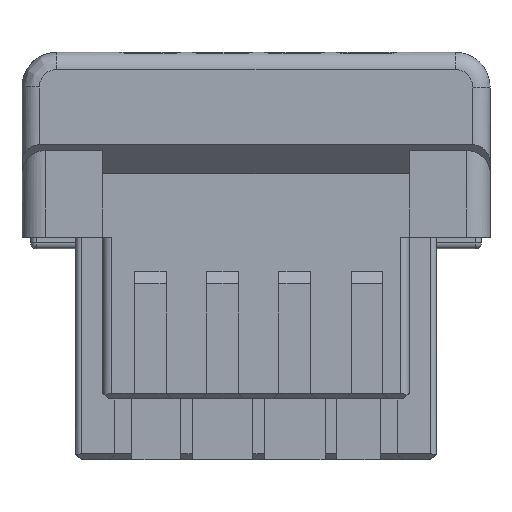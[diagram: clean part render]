
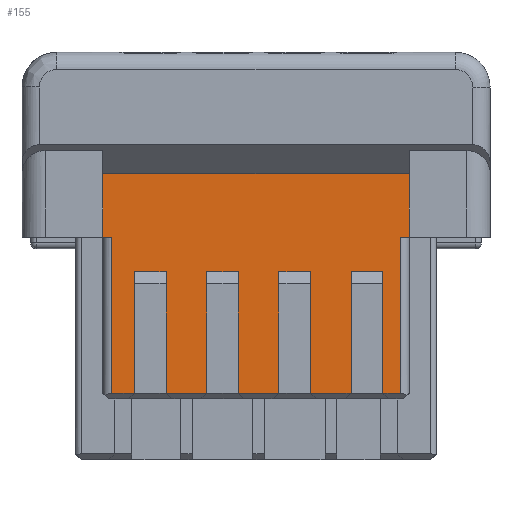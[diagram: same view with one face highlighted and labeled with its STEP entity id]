
A CAD part, front view. The second image highlights one B-rep face of the part: STEP entity #155.
In plain terms, the highlighted planar face has unit normal (0, -1, 0).
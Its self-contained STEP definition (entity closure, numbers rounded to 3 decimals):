
#155=ADVANCED_FACE('',(#734),#735,.T.);
#734=FACE_OUTER_BOUND('',#1754,.T.);
#735=PLANE('',#1755);
#1754=EDGE_LOOP('',(#3591,#3592,#3593,#3594,#3595,#3596,#3597,#3598,#3599,#3600,#3601,#3602,#3603,#3604,#3605,#3606,#3607,#3608,#3609,#3610,#3611,#3612,#3613,#3614));
#1755=AXIS2_PLACEMENT_3D('',#3615,#3616,#3617);
#3591=ORIENTED_EDGE('',*,*,#6962,.T.);
#3592=ORIENTED_EDGE('',*,*,#6978,.F.);
#3593=ORIENTED_EDGE('',*,*,#6979,.F.);
#3594=ORIENTED_EDGE('',*,*,#6939,.F.);
#3595=ORIENTED_EDGE('',*,*,#6948,.T.);
#3596=ORIENTED_EDGE('',*,*,#6977,.F.);
#3597=ORIENTED_EDGE('',*,*,#6980,.F.);
#3598=ORIENTED_EDGE('',*,*,#6981,.T.);
#3599=ORIENTED_EDGE('',*,*,#6951,.T.);
#3600=ORIENTED_EDGE('',*,*,#6982,.F.);
#3601=ORIENTED_EDGE('',*,*,#6983,.F.);
#3602=ORIENTED_EDGE('',*,*,#6984,.T.);
#3603=ORIENTED_EDGE('',*,*,#6955,.T.);
#3604=ORIENTED_EDGE('',*,*,#6985,.F.);
#3605=ORIENTED_EDGE('',*,*,#6986,.F.);
#3606=ORIENTED_EDGE('',*,*,#6987,.T.);
#3607=ORIENTED_EDGE('',*,*,#6964,.T.);
#3608=ORIENTED_EDGE('',*,*,#6988,.T.);
#3609=ORIENTED_EDGE('',*,*,#6989,.T.);
#3610=ORIENTED_EDGE('',*,*,#6990,.F.);
#3611=ORIENTED_EDGE('',*,*,#6991,.F.);
#3612=ORIENTED_EDGE('',*,*,#6992,.T.);
#3613=ORIENTED_EDGE('',*,*,#6993,.F.);
#3614=ORIENTED_EDGE('',*,*,#6994,.F.);
#3615=CARTESIAN_POINT('',(2.65,-2.225,2.25));
#3616=DIRECTION('',(0.0,-1.0,0.0));
#3617=DIRECTION('',(0.0,0.0,-1.0));
#6939=EDGE_CURVE('',#8482,#8483,#8484,.T.);
#6948=EDGE_CURVE('',#8482,#8498,#8499,.T.);
#6951=EDGE_CURVE('',#8503,#8504,#8505,.T.);
#6955=EDGE_CURVE('',#8511,#8512,#8513,.T.);
#6962=EDGE_CURVE('',#8526,#8524,#8527,.T.);
#6964=EDGE_CURVE('',#8529,#8530,#8531,.T.);
#6977=EDGE_CURVE('',#8551,#8498,#8553,.T.);
#6978=EDGE_CURVE('',#8554,#8524,#8555,.T.);
#6979=EDGE_CURVE('',#8483,#8554,#8556,.T.);
#6980=EDGE_CURVE('',#8557,#8551,#8558,.T.);
#6981=EDGE_CURVE('',#8557,#8503,#8559,.T.);
#6982=EDGE_CURVE('',#8560,#8504,#8561,.T.);
#6983=EDGE_CURVE('',#8562,#8560,#8563,.T.);
#6984=EDGE_CURVE('',#8562,#8511,#8564,.T.);
#6985=EDGE_CURVE('',#8565,#8512,#8566,.T.);
#6986=EDGE_CURVE('',#8567,#8565,#8568,.T.);
#6987=EDGE_CURVE('',#8567,#8529,#8569,.T.);
#6988=EDGE_CURVE('',#8530,#8570,#8571,.T.);
#6989=EDGE_CURVE('',#8570,#8572,#8573,.T.);
#6990=EDGE_CURVE('',#8574,#8572,#8575,.T.);
#6991=EDGE_CURVE('',#8576,#8574,#8577,.T.);
#6992=EDGE_CURVE('',#8576,#8578,#8579,.T.);
#6993=EDGE_CURVE('',#8580,#8578,#8581,.T.);
#6994=EDGE_CURVE('',#8526,#8580,#8582,.T.);
#8482=VERTEX_POINT('',#10949);
#8483=VERTEX_POINT('',#10950);
#8484=LINE('',#10951,#10952);
#8498=VERTEX_POINT('',#10974);
#8499=LINE('',#10975,#10976);
#8503=VERTEX_POINT('',#10982);
#8504=VERTEX_POINT('',#10983);
#8505=LINE('',#10984,#10985);
#8511=VERTEX_POINT('',#10994);
#8512=VERTEX_POINT('',#10995);
#8513=LINE('',#10996,#10997);
#8524=VERTEX_POINT('',#11013);
#8526=VERTEX_POINT('',#11016);
#8527=LINE('',#11017,#11018);
#8529=VERTEX_POINT('',#11024);
#8530=VERTEX_POINT('',#11025);
#8531=LINE('',#11026,#11027);
#8551=VERTEX_POINT('',#11061);
#8553=LINE('',#11064,#11065);
#8554=VERTEX_POINT('',#11066);
#8555=LINE('',#11067,#11068);
#8556=LINE('',#11069,#11070);
#8557=VERTEX_POINT('',#11071);
#8558=LINE('',#11072,#11073);
#8559=LINE('',#11074,#11075);
#8560=VERTEX_POINT('',#11076);
#8561=LINE('',#11077,#11078);
#8562=VERTEX_POINT('',#11079);
#8563=LINE('',#11080,#11081);
#8564=LINE('',#11082,#11083);
#8565=VERTEX_POINT('',#11084);
#8566=LINE('',#11085,#11086);
#8567=VERTEX_POINT('',#11087);
#8568=LINE('',#11088,#11089);
#8569=LINE('',#11090,#11091);
#8570=VERTEX_POINT('',#11092);
#8571=LINE('',#11093,#11094);
#8572=VERTEX_POINT('',#11095);
#8573=LINE('',#11096,#11097);
#8574=VERTEX_POINT('',#11098);
#8575=LINE('',#11099,#11100);
#8576=VERTEX_POINT('',#11101);
#8577=LINE('',#11102,#11103);
#8578=VERTEX_POINT('',#11104);
#8579=LINE('',#11105,#11106);
#8580=VERTEX_POINT('',#11107);
#8581=LINE('',#11108,#11109);
#8582=LINE('',#11110,#11111);
#10949=CARTESIAN_POINT('',(-1.555,-2.225,-0.45));
#10950=CARTESIAN_POINT('',(-1.555,-2.225,1.65));
#10951=CARTESIAN_POINT('',(-1.555,-2.225,-0.45));
#10952=VECTOR('',#13726,2.1);
#10974=CARTESIAN_POINT('',(-0.855,-2.225,-0.45));
#10975=CARTESIAN_POINT('',(-1.555,-2.225,-0.45));
#10976=VECTOR('',#13735,0.7);
#10982=CARTESIAN_POINT('',(-0.305,-2.225,-0.45));
#10983=CARTESIAN_POINT('',(0.395,-2.225,-0.45));
#10984=CARTESIAN_POINT('',(-0.305,-2.225,-0.45));
#10985=VECTOR('',#13738,0.7);
#10994=CARTESIAN_POINT('',(0.945,-2.225,-0.45));
#10995=CARTESIAN_POINT('',(1.645,-2.225,-0.45));
#10996=CARTESIAN_POINT('',(0.945,-2.225,-0.45));
#10997=VECTOR('',#13742,0.7);
#11013=CARTESIAN_POINT('',(-2.105,-2.225,-0.45));
#11016=CARTESIAN_POINT('',(-2.5,-2.225,-0.45));
#11017=CARTESIAN_POINT('',(-2.5,-2.225,-0.45));
#11018=VECTOR('',#13749,0.395);
#11024=CARTESIAN_POINT('',(2.195,-2.225,-0.45));
#11025=CARTESIAN_POINT('',(2.5,-2.225,-0.45));
#11026=CARTESIAN_POINT('',(2.195,-2.225,-0.45));
#11027=VECTOR('',#13750,0.305);
#11061=CARTESIAN_POINT('',(-0.855,-2.225,1.65));
#11064=CARTESIAN_POINT('',(-0.855,-2.225,1.65));
#11065=VECTOR('',#13762,2.1);
#11066=CARTESIAN_POINT('',(-2.105,-2.225,1.65));
#11067=CARTESIAN_POINT('',(-2.105,-2.225,1.65));
#11068=VECTOR('',#13763,2.1);
#11069=CARTESIAN_POINT('',(-1.555,-2.225,1.65));
#11070=VECTOR('',#13764,0.55);
#11071=CARTESIAN_POINT('',(-0.305,-2.225,1.65));
#11072=CARTESIAN_POINT('',(-0.305,-2.225,1.65));
#11073=VECTOR('',#13765,0.55);
#11074=CARTESIAN_POINT('',(-0.305,-2.225,1.65));
#11075=VECTOR('',#13766,2.1);
#11076=CARTESIAN_POINT('',(0.395,-2.225,1.65));
#11077=CARTESIAN_POINT('',(0.395,-2.225,1.65));
#11078=VECTOR('',#13767,2.1);
#11079=CARTESIAN_POINT('',(0.945,-2.225,1.65));
#11080=CARTESIAN_POINT('',(0.945,-2.225,1.65));
#11081=VECTOR('',#13768,0.55);
#11082=CARTESIAN_POINT('',(0.945,-2.225,1.65));
#11083=VECTOR('',#13769,2.1);
#11084=CARTESIAN_POINT('',(1.645,-2.225,1.65));
#11085=CARTESIAN_POINT('',(1.645,-2.225,1.65));
#11086=VECTOR('',#13770,2.1);
#11087=CARTESIAN_POINT('',(2.195,-2.225,1.65));
#11088=CARTESIAN_POINT('',(2.195,-2.225,1.65));
#11089=VECTOR('',#13771,0.55);
#11090=CARTESIAN_POINT('',(2.195,-2.225,1.65));
#11091=VECTOR('',#13772,2.1);
#11092=CARTESIAN_POINT('',(2.5,-2.225,2.25));
#11093=CARTESIAN_POINT('',(2.5,-2.225,-0.45));
#11094=VECTOR('',#13773,2.7);
#11095=CARTESIAN_POINT('',(2.65,-2.225,2.25));
#11096=CARTESIAN_POINT('',(2.5,-2.225,2.25));
#11097=VECTOR('',#13774,0.15);
#11098=CARTESIAN_POINT('',(2.65,-2.225,3.35));
#11099=CARTESIAN_POINT('',(2.65,-2.225,3.35));
#11100=VECTOR('',#13775,1.1);
#11101=CARTESIAN_POINT('',(-2.65,-2.225,3.35));
#11102=CARTESIAN_POINT('',(-2.65,-2.225,3.35));
#11103=VECTOR('',#13776,5.3);
#11104=CARTESIAN_POINT('',(-2.65,-2.225,2.25));
#11105=CARTESIAN_POINT('',(-2.65,-2.225,3.35));
#11106=VECTOR('',#13777,1.1);
#11107=CARTESIAN_POINT('',(-2.5,-2.225,2.25));
#11108=CARTESIAN_POINT('',(-2.5,-2.225,2.25));
#11109=VECTOR('',#13778,0.15);
#11110=CARTESIAN_POINT('',(-2.5,-2.225,-0.45));
#11111=VECTOR('',#13779,2.7);
#13726=DIRECTION('',(0.0,0.0,1.0));
#13735=DIRECTION('',(1.0,0.0,0.0));
#13738=DIRECTION('',(1.0,0.0,0.0));
#13742=DIRECTION('',(1.0,0.0,0.0));
#13749=DIRECTION('',(1.0,0.0,0.0));
#13750=DIRECTION('',(1.0,0.0,0.0));
#13762=DIRECTION('',(0.0,0.0,-1.0));
#13763=DIRECTION('',(0.0,0.0,-1.0));
#13764=DIRECTION('',(-1.0,0.0,0.0));
#13765=DIRECTION('',(-1.0,0.0,0.0));
#13766=DIRECTION('',(0.0,0.0,-1.0));
#13767=DIRECTION('',(0.0,0.0,-1.0));
#13768=DIRECTION('',(-1.0,0.0,0.0));
#13769=DIRECTION('',(0.0,0.0,-1.0));
#13770=DIRECTION('',(0.0,0.0,-1.0));
#13771=DIRECTION('',(-1.0,0.0,0.0));
#13772=DIRECTION('',(0.0,0.0,-1.0));
#13773=DIRECTION('',(0.0,0.0,1.0));
#13774=DIRECTION('',(1.0,0.0,0.0));
#13775=DIRECTION('',(0.0,0.0,-1.0));
#13776=DIRECTION('',(1.0,0.0,0.0));
#13777=DIRECTION('',(0.0,0.0,-1.0));
#13778=DIRECTION('',(-1.0,0.0,0.0));
#13779=DIRECTION('',(0.0,0.0,1.0));
